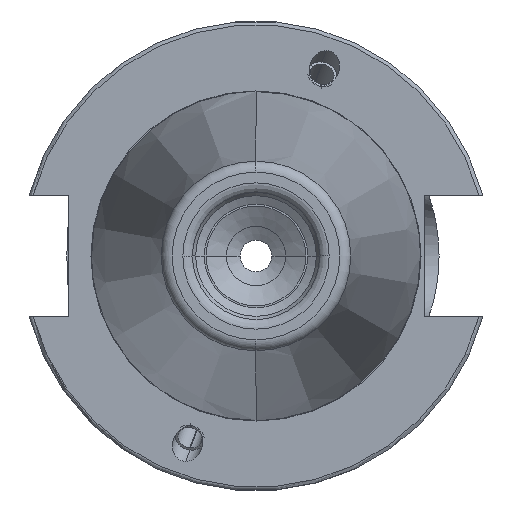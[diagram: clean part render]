
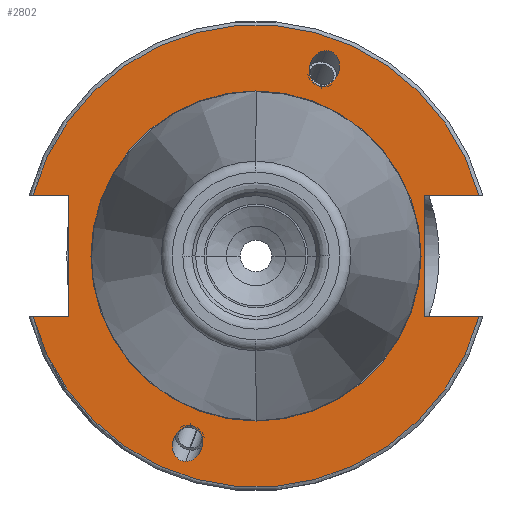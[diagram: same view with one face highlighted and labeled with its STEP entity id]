
A CAD part, left-side view. The second image highlights one B-rep face of the part: STEP entity #2802.
In plain terms, the highlighted planar face has unit normal (-1, 0, 0).
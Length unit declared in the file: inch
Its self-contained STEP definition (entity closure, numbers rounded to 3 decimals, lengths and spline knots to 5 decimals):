
#122=DIRECTION('',(0.,-1.,0.));
#123=VECTOR('',#122,0.1871);
#124=CARTESIAN_POINT('',(0.125,1.1871,-0.322));
#125=LINE('',#124,#123);
#126=DIRECTION('',(0.,0.,-1.));
#127=VECTOR('',#126,0.644);
#128=CARTESIAN_POINT('',(0.125,1.,0.322));
#129=LINE('',#128,#127);
#130=DIRECTION('',(0.,-1.,0.));
#131=VECTOR('',#130,0.1871);
#132=CARTESIAN_POINT('',(0.125,1.1871,0.322));
#133=LINE('',#132,#131);
#134=DIRECTION('',(0.,1.,0.));
#135=VECTOR('',#134,0.28947);
#136=CARTESIAN_POINT('',(0.125,-1.1871,0.322));
#137=LINE('',#136,#135);
#138=DIRECTION('',(0.,0.,-1.));
#139=VECTOR('',#138,0.644);
#140=CARTESIAN_POINT('',(0.125,-0.89764,0.322));
#141=LINE('',#140,#139);
#142=DIRECTION('',(0.,1.,0.));
#143=VECTOR('',#142,0.28947);
#144=CARTESIAN_POINT('',(0.125,-1.1871,-0.322));
#145=LINE('',#144,#143);
#146=CARTESIAN_POINT('',(0.125,0.,0.));
#147=DIRECTION('',(1.,0.,0.));
#148=DIRECTION('',(0.,1.,0.));
#149=AXIS2_PLACEMENT_3D('',#146,#147,#148);
#151=CARTESIAN_POINT('',(0.125,0.,0.));
#152=DIRECTION('',(1.,0.,0.));
#153=DIRECTION('',(0.,-1.,0.));
#154=AXIS2_PLACEMENT_3D('',#151,#152,#153);
#156=CARTESIAN_POINT('',(0.125,0.37393,-1.09314));
#157=CARTESIAN_POINT('',(0.125,0.36447,-1.09314));
#158=CARTESIAN_POINT('',(0.125,0.34358,-1.0891));
#159=CARTESIAN_POINT('',(0.125,0.31264,-1.06759));
#160=CARTESIAN_POINT('',(0.125,0.29053,-1.03375));
#161=CARTESIAN_POINT('',(0.125,0.28155,-0.99889));
#162=CARTESIAN_POINT('',(0.125,0.28286,-0.96402));
#163=CARTESIAN_POINT('',(0.125,0.29753,-0.93018));
#164=CARTESIAN_POINT('',(0.125,0.32374,-0.90867));
#165=CARTESIAN_POINT('',(0.125,0.34374,-0.90463));
#166=CARTESIAN_POINT('',(0.125,0.3532,-0.90463));
#168=CARTESIAN_POINT('',(0.125,0.3532,-0.90463));
#169=CARTESIAN_POINT('',(0.125,0.36266,-0.90463));
#170=CARTESIAN_POINT('',(0.125,0.38355,-0.90867));
#171=CARTESIAN_POINT('',(0.125,0.41449,-0.93018));
#172=CARTESIAN_POINT('',(0.125,0.4366,-0.96402));
#173=CARTESIAN_POINT('',(0.125,0.44558,-0.99889));
#174=CARTESIAN_POINT('',(0.125,0.44427,-1.03375));
#175=CARTESIAN_POINT('',(0.125,0.4296,-1.06759));
#176=CARTESIAN_POINT('',(0.125,0.40339,-1.0891));
#177=CARTESIAN_POINT('',(0.125,0.38339,-1.09314));
#178=CARTESIAN_POINT('',(0.125,0.37393,-1.09314));
#180=CARTESIAN_POINT('',(0.125,-0.37393,1.09314));
#181=CARTESIAN_POINT('',(0.125,-0.36447,1.09314));
#182=CARTESIAN_POINT('',(0.125,-0.34358,1.0891));
#183=CARTESIAN_POINT('',(0.125,-0.31264,1.06759));
#184=CARTESIAN_POINT('',(0.125,-0.29053,1.03375));
#185=CARTESIAN_POINT('',(0.125,-0.28155,0.99889));
#186=CARTESIAN_POINT('',(0.125,-0.28286,0.96402));
#187=CARTESIAN_POINT('',(0.125,-0.29753,0.93018));
#188=CARTESIAN_POINT('',(0.125,-0.32374,0.90867));
#189=CARTESIAN_POINT('',(0.125,-0.34374,0.90463));
#190=CARTESIAN_POINT('',(0.125,-0.3532,0.90463));
#192=CARTESIAN_POINT('',(0.125,-0.3532,0.90463));
#193=CARTESIAN_POINT('',(0.125,-0.36266,0.90463));
#194=CARTESIAN_POINT('',(0.125,-0.38355,0.90867));
#195=CARTESIAN_POINT('',(0.125,-0.41449,0.93018));
#196=CARTESIAN_POINT('',(0.125,-0.4366,0.96402));
#197=CARTESIAN_POINT('',(0.125,-0.44558,0.99889));
#198=CARTESIAN_POINT('',(0.125,-0.44427,1.03375));
#199=CARTESIAN_POINT('',(0.125,-0.4296,1.06759));
#200=CARTESIAN_POINT('',(0.125,-0.40339,1.0891));
#201=CARTESIAN_POINT('',(0.125,-0.38339,1.09314));
#202=CARTESIAN_POINT('',(0.125,-0.37393,1.09314));
#209=CARTESIAN_POINT('',(0.125,0.,0.));
#210=DIRECTION('',(-1.,0.,0.));
#211=DIRECTION('',(0.,0.965,-0.262));
#212=AXIS2_PLACEMENT_3D('',#209,#210,#211);
#268=CARTESIAN_POINT('',(0.125,-1.1871,-0.322));
#479=CARTESIAN_POINT('',(0.125,1.1871,-0.322));
#2089=CARTESIAN_POINT('',(0.125,1.1871,0.322));
#2110=CARTESIAN_POINT('',(0.125,0.,0.));
#2111=DIRECTION('',(-1.,0.,0.));
#2112=DIRECTION('',(0.,-0.965,0.262));
#2113=AXIS2_PLACEMENT_3D('',#2110,#2111,#2112);
#2129=CARTESIAN_POINT('',(0.125,-1.1871,0.322));
#2232=CARTESIAN_POINT('',(0.125,1.,0.322));
#2233=CARTESIAN_POINT('',(0.125,1.,-0.322));
#2234=VERTEX_POINT('',#2232);
#2235=VERTEX_POINT('',#2233);
#2258=CARTESIAN_POINT('',(0.125,-0.89764,0.322));
#2259=CARTESIAN_POINT('',(0.125,-0.89764,-0.322));
#2260=VERTEX_POINT('',#2258);
#2261=VERTEX_POINT('',#2259);
#2340=CARTESIAN_POINT('',(0.125,0.8785,0.));
#2341=CARTESIAN_POINT('',(0.125,-0.8785,0.));
#2342=VERTEX_POINT('',#2340);
#2343=VERTEX_POINT('',#2341);
#2372=VERTEX_POINT('',#156);
#2373=VERTEX_POINT('',#166);
#2388=VERTEX_POINT('',#180);
#2389=VERTEX_POINT('',#190);
#2437=VERTEX_POINT('',#479);
#2438=VERTEX_POINT('',#268);
#2441=VERTEX_POINT('',#2129);
#2442=VERTEX_POINT('',#2089);
#2763=CARTESIAN_POINT('',(0.125,0.,0.));
#2764=DIRECTION('',(1.,0.,0.));
#2765=DIRECTION('',(0.,0.,1.));
#2766=AXIS2_PLACEMENT_3D('',#2763,#2764,#2765);
#2767=PLANE('',#2766);
#2769=ORIENTED_EDGE('',*,*,#2768,.F.);
#2771=ORIENTED_EDGE('',*,*,#2770,.T.);
#2773=ORIENTED_EDGE('',*,*,#2772,.F.);
#2775=ORIENTED_EDGE('',*,*,#2774,.F.);
#2777=ORIENTED_EDGE('',*,*,#2776,.F.);
#2779=ORIENTED_EDGE('',*,*,#2778,.T.);
#2781=ORIENTED_EDGE('',*,*,#2780,.T.);
#2783=ORIENTED_EDGE('',*,*,#2782,.F.);
#2784=EDGE_LOOP('',(#2769,#2771,#2773,#2775,#2777,#2779,#2781,#2783));
#2785=FACE_OUTER_BOUND('',#2784,.F.);
#2786=ORIENTED_EDGE('',*,*,#2745,.F.);
#2787=ORIENTED_EDGE('',*,*,#2730,.F.);
#2788=EDGE_LOOP('',(#2786,#2787));
#2789=FACE_BOUND('',#2788,.F.);
#2791=ORIENTED_EDGE('',*,*,#2790,.T.);
#2793=ORIENTED_EDGE('',*,*,#2792,.T.);
#2794=EDGE_LOOP('',(#2791,#2793));
#2795=FACE_BOUND('',#2794,.F.);
#2797=ORIENTED_EDGE('',*,*,#2796,.T.);
#2799=ORIENTED_EDGE('',*,*,#2798,.T.);
#2800=EDGE_LOOP('',(#2797,#2799));
#2801=FACE_BOUND('',#2800,.F.);
#2802=ADVANCED_FACE('',(#2785,#2789,#2795,#2801),#2767,.F.);
#150=CIRCLE('',#149,0.8785);
#155=CIRCLE('',#154,0.8785);
#167=B_SPLINE_CURVE_WITH_KNOTS('',3,(#156,#157,#158,#159,#160,#161,#162,#163,
#164,#165,#166),.UNSPECIFIED.,.F.,.F.,(4,1,1,1,1,1,1,1,4),(0.,0.125,0.25,
0.375,0.5,0.625,0.75,0.875,1.),.UNSPECIFIED.);
#179=B_SPLINE_CURVE_WITH_KNOTS('',3,(#168,#169,#170,#171,#172,#173,#174,#175,
#176,#177,#178),.UNSPECIFIED.,.F.,.F.,(4,1,1,1,1,1,1,1,4),(0.,0.125,0.25,
0.375,0.5,0.625,0.75,0.875,1.),.UNSPECIFIED.);
#191=B_SPLINE_CURVE_WITH_KNOTS('',3,(#180,#181,#182,#183,#184,#185,#186,#187,
#188,#189,#190),.UNSPECIFIED.,.F.,.F.,(4,1,1,1,1,1,1,1,4),(0.,0.125,0.25,
0.375,0.5,0.625,0.75,0.875,1.),.UNSPECIFIED.);
#203=B_SPLINE_CURVE_WITH_KNOTS('',3,(#192,#193,#194,#195,#196,#197,#198,#199,
#200,#201,#202),.UNSPECIFIED.,.F.,.F.,(4,1,1,1,1,1,1,1,4),(0.,0.125,0.25,
0.375,0.5,0.625,0.75,0.875,1.),.UNSPECIFIED.);
#213=CIRCLE('',#212,1.23);
#2114=CIRCLE('',#2113,1.23);
#2730=EDGE_CURVE('',#2343,#2342,#155,.T.);
#2745=EDGE_CURVE('',#2342,#2343,#150,.T.);
#2768=EDGE_CURVE('',#2437,#2438,#213,.T.);
#2770=EDGE_CURVE('',#2437,#2235,#125,.T.);
#2772=EDGE_CURVE('',#2234,#2235,#129,.T.);
#2774=EDGE_CURVE('',#2442,#2234,#133,.T.);
#2776=EDGE_CURVE('',#2441,#2442,#2114,.T.);
#2778=EDGE_CURVE('',#2441,#2260,#137,.T.);
#2780=EDGE_CURVE('',#2260,#2261,#141,.T.);
#2782=EDGE_CURVE('',#2438,#2261,#145,.T.);
#2790=EDGE_CURVE('',#2372,#2373,#167,.T.);
#2792=EDGE_CURVE('',#2373,#2372,#179,.T.);
#2796=EDGE_CURVE('',#2388,#2389,#191,.T.);
#2798=EDGE_CURVE('',#2389,#2388,#203,.T.);
